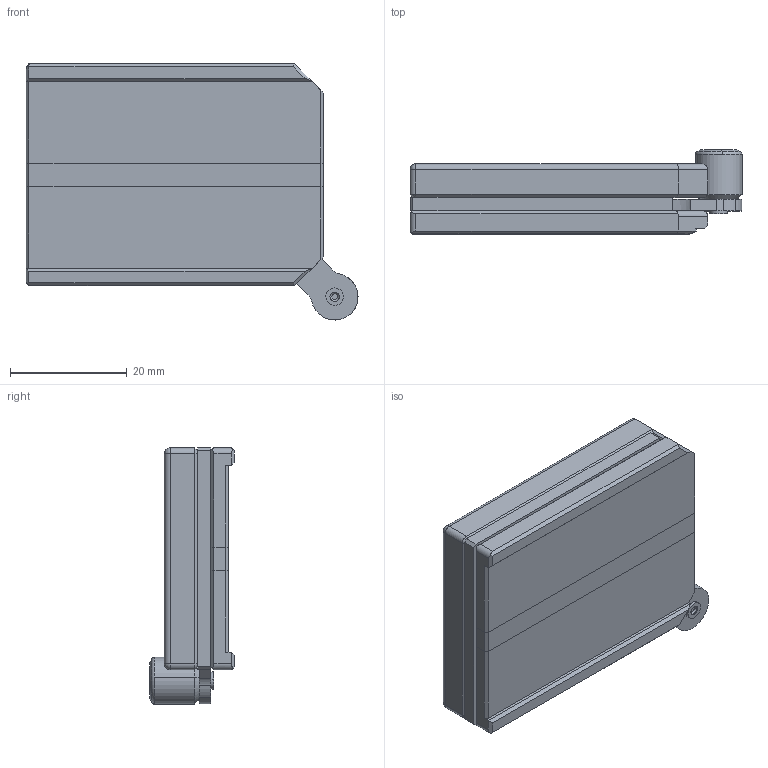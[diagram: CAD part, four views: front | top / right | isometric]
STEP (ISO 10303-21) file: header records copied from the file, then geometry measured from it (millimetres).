
FILE_DESCRIPTION (( 'STEP AP203' ), '1' );
FILE_NAME ('MMT38(«¬¿ý).STEP', '2013-10-09T05:21:48', ( '' ), ( '' ), 'SwSTEP 2.0', 'SolidWorks 2013', '' );
FILE_SCHEMA (( 'CONFIG_CONTROL_DESIGN' ));
Length unit declared in the file: centimetre
Products named in the file (2): Group1^MMT38(型錄); MMT38(型錄)
Assembly tree (1 placements, depth 2):
  MMT38(型錄)
    Group1^MMT38(型錄)
Bounding box: 56.86 x 14.5 x 43.86 mm (x, y, z)
Volume: 20231 mm3; surface area: 9256.5 mm2
Topology: 1 solids, 1 shells, 714 faces, 1888 edges, 1240 vertices
Faces by surface type: plane 455, bspline 143, cylinder 104, cone 8, torus 2, sphere 2
Entity records: 28890 total; most frequent: CARTESIAN_POINT 11841, ORIENTED_EDGE 3772, DIRECTION 2950, EDGE_CURVE 1886, VECTOR 1364, LINE 1364, VERTEX_POINT 1240, AXIS2_PLACEMENT_3D 793
